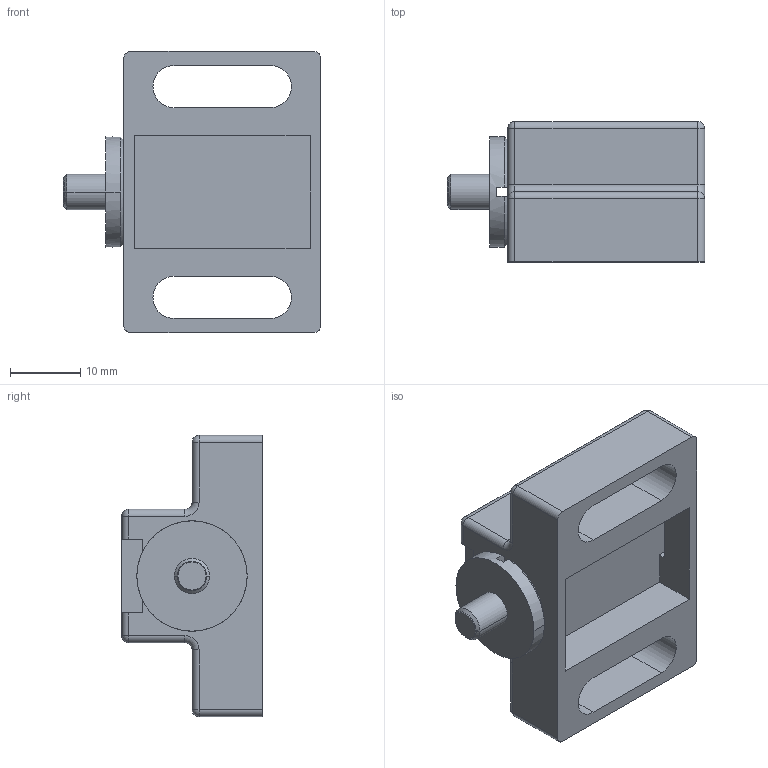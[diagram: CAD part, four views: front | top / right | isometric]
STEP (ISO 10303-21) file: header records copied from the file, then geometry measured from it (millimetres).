
FILE_DESCRIPTION((''),'2;1');
FILE_NAME('12088_MAGNET_UNIV_U8-U10_ASM','2022-09-19T07:56:24',('PredragRovcanin'),('Audax d.o.o.'),'CREO PARAMETRIC BY PTC INC, 2020281','CREO PARAMETRIC BY PTC INC, 2020281','');
FILE_SCHEMA(('AP242_MANAGED_MODEL_BASED_3D_ENGINEERING_MIM_LF { 1 0 10303 442 1 1 4 }'));
Length unit declared in the file: millimetre
Products named in the file (3): 12088_MAGNET_UNIV_A; 12088_MAGNET_UNIV_B; 12088_MAGNET_UNIV_U8-U10_ASM
Assembly tree (2 placements, depth 2):
  12088_MAGNET_UNIV_U8-U10_ASM
    12088_MAGNET_UNIV_A
    12088_MAGNET_UNIV_B
Bounding box: 36.6 x 20 x 40 mm (x, y, z)
Volume: 12169.7 mm3; surface area: 6228.8 mm2
Topology: 2 solids, 3 shells, 98 faces, 248 edges, 162 vertices
Faces by surface type: plane 50, cylinder 32, sphere 8, torus 4, cone 4
Entity records: 4388 total; most frequent: DIRECTION 536, CARTESIAN_POINT 533, ORIENTED_EDGE 480, COLOUR_RGB 323, PRESENTATION_STYLE_ASSIGNMENT 253, STYLED_ITEM 253, CURVE_STYLE 250, EDGE_CURVE 242
